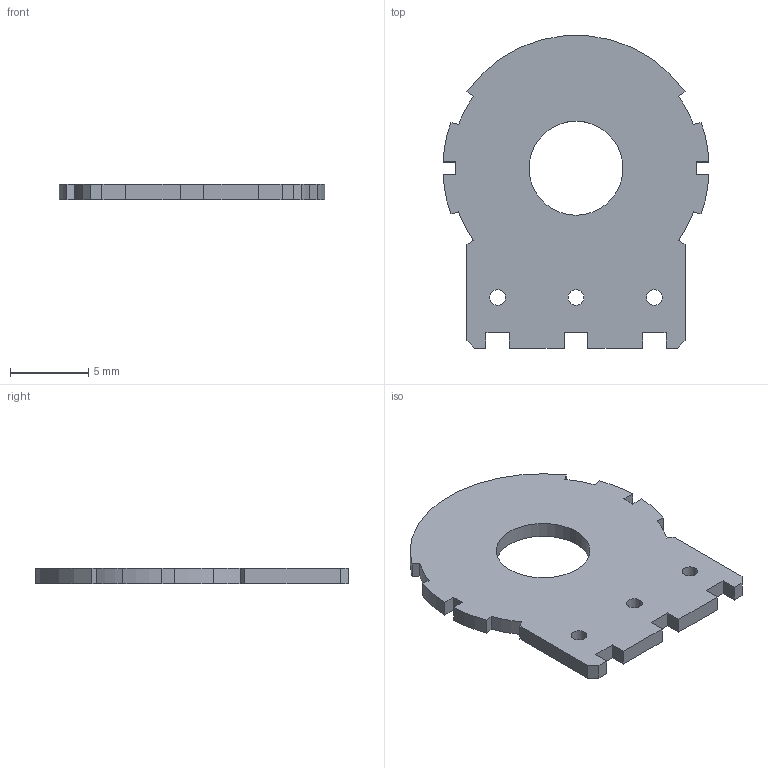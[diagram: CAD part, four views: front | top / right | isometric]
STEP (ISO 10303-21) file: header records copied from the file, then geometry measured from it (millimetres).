
FILE_DESCRIPTION(('FreeCAD Model'),'2;1');
FILE_NAME('RV16AF_02_Wafer.step','2019-06-15T19:52:21',(''),('' ),'Open CASCADE STEP processor 7.3','FreeCAD','Unknown');
FILE_SCHEMA(('AUTOMOTIVE_DESIGN { 1 0 10303 214 1 1 1 1 }'));
Length unit declared in the file: millimetre
Products named in the file (1): RV16_Wafer_
Bounding box: 16.98 x 19.97 x 1 mm (x, y, z)
Volume: 242.9 mm3; surface area: 590.2 mm2
Topology: 1 solids, 1 shells, 46 faces, 132 edges, 88 vertices
Faces by surface type: plane 31, cylinder 15
Full cylindrical faces by diameter (mm): 1 x3, 6 x1
Entity records: 1543 total; most frequent: CARTESIAN_POINT 267, ORIENTED_EDGE 264, DIRECTION 256, EDGE_CURVE 132, LINE 102, VECTOR 102, VERTEX_POINT 88, AXIS2_PLACEMENT_3D 77
